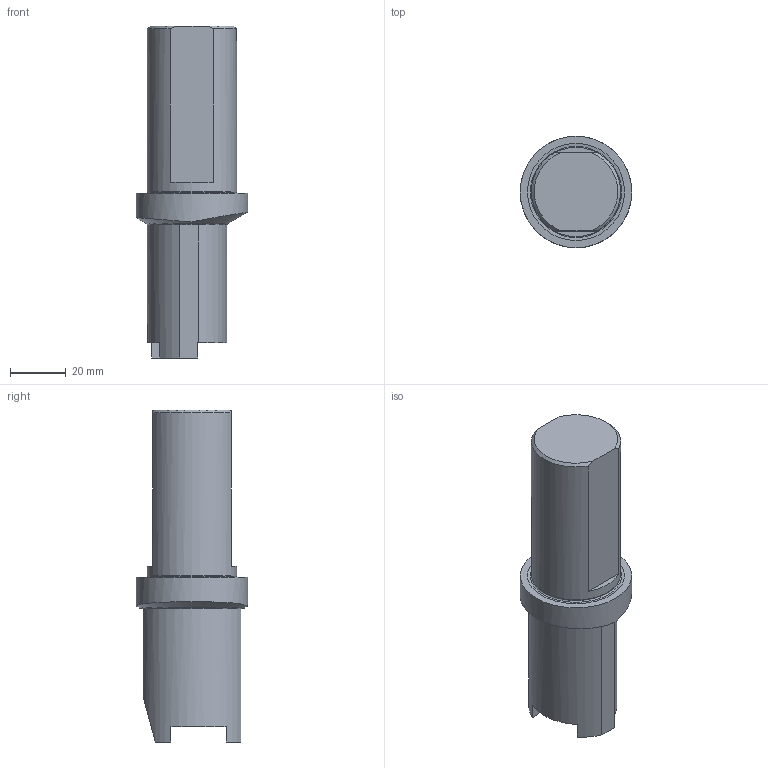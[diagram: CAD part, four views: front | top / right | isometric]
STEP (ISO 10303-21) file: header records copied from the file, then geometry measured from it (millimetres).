
FILE_DESCRIPTION (( 'STEP AP214' ), '1' );
FILE_NAME ('70861033.step', '2013-07-04T09:38:52', ( '' ), ( '' ), 'SwSTEP 2.0', 'SolidWorks 2013', '' );
FILE_SCHEMA (( 'AUTOMOTIVE_DESIGN' ));
Length unit declared in the file: millimetre
Products named in the file (1): 70861033
Bounding box: 40 x 40 x 119 mm (x, y, z)
Volume: 90915.3 mm3; surface area: 14355 mm2
Topology: 1 solids, 1 shells, 41 faces, 96 edges, 61 vertices
Faces by surface type: plane 23, cylinder 8, cone 7, torus 3
Full cylindrical faces by diameter (mm): 4.5 x3, 32 x1, 40 x1
Entity records: 1295 total; most frequent: CARTESIAN_POINT 369, DIRECTION 186, ORIENTED_EDGE 172, EDGE_CURVE 86, AXIS2_PLACEMENT_3D 73, VERTEX_POINT 59, EDGE_LOOP 53, FACE_OUTER_BOUND 47
